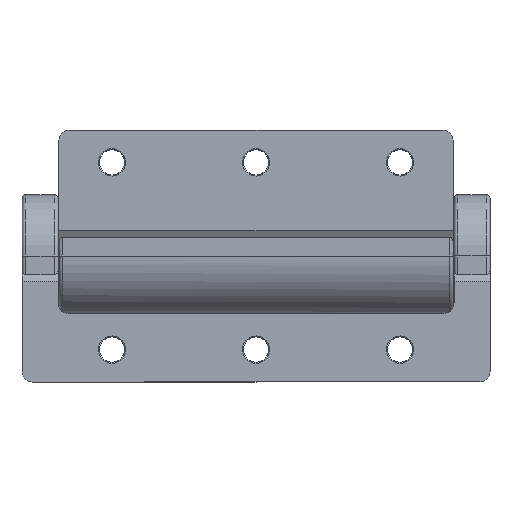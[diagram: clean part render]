
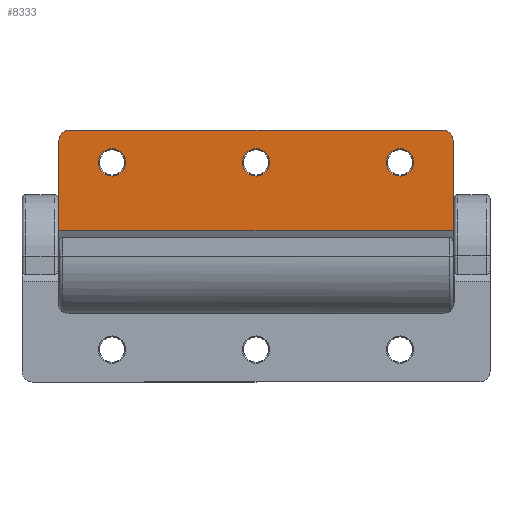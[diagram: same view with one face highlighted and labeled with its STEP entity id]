
A CAD part, front view. The second image highlights one B-rep face of the part: STEP entity #8333.
In plain terms, the highlighted planar face has unit normal (0, -1, 0).
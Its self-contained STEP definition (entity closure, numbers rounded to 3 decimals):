
#106 = VECTOR ( 'NONE', #1281, 1000. ) ;
#476 = VERTEX_POINT ( 'NONE', #5277 ) ;
#477 = VERTEX_POINT ( 'NONE', #5278 ) ;
#521 = VERTEX_POINT ( 'NONE', #4154 ) ;
#532 = VERTEX_POINT ( 'NONE', #4165 ) ;
#533 = VERTEX_POINT ( 'NONE', #4166 ) ;
#664 = EDGE_LOOP ( 'NONE', ( #7112, #7083, #7102, #7009, #7087, #7016 ) ) ;
#681 = EDGE_LOOP ( 'NONE', ( #7034, #6997 ) ) ;
#697 = EDGE_LOOP ( 'NONE', ( #7071, #7004 ) ) ;
#727 = EDGE_LOOP ( 'NONE', ( #7037, #7057 ) ) ;
#1279 = LINE ( 'NONE', #1280, #106 ) ;
#1280 = CARTESIAN_POINT ( 'NONE',  ( 54.75, -18., 7. ) ) ;
#1281 = DIRECTION ( 'NONE',  ( -1., 0., 0. ) ) ;
#2311 = CARTESIAN_POINT ( 'NONE',  ( 40., -18., 26. ) ) ;
#2312 = DIRECTION ( 'NONE',  ( 0., 1., 0. ) ) ;
#2313 = DIRECTION ( 'NONE',  ( 0., 0., 1. ) ) ;
#2705 = CARTESIAN_POINT ( 'NONE',  ( 0., -18., 26. ) ) ;
#2706 = DIRECTION ( 'NONE',  ( 0., 1., 0. ) ) ;
#2707 = DIRECTION ( 'NONE',  ( 0., 0., 1. ) ) ;
#2718 = PLANE ( 'NONE',  #14950 ) ;
#2719 = CARTESIAN_POINT ( 'NONE',  ( 54.75, -18., -45.886 ) ) ;
#2720 = DIRECTION ( 'NONE',  ( 0., 1., 0. ) ) ;
#2721 = DIRECTION ( 'NONE',  ( 0., 0., 1. ) ) ;
#2744 = CARTESIAN_POINT ( 'NONE',  ( -40., -18., 26. ) ) ;
#2745 = DIRECTION ( 'NONE',  ( 0., 1., 0. ) ) ;
#2746 = DIRECTION ( 'NONE',  ( 0., 0., 1. ) ) ;
#3228 = CARTESIAN_POINT ( 'NONE',  ( 0., -18., 26. ) ) ;
#3238 = DIRECTION ( 'NONE',  ( 0., 1., 0. ) ) ;
#3239 = DIRECTION ( 'NONE',  ( 0., 0., 1. ) ) ;
#3420 = LINE ( 'NONE', #3421, #13398 ) ;
#3421 = CARTESIAN_POINT ( 'NONE',  ( 54.75, -18., 35. ) ) ;
#3422 = DIRECTION ( 'NONE',  ( -1., 0., 0. ) ) ;
#3880 = CARTESIAN_POINT ( 'NONE',  ( -54.75, -18., 7. ) ) ;
#3930 = CARTESIAN_POINT ( 'NONE',  ( 40., -18., 22.205 ) ) ;
#3980 = CARTESIAN_POINT ( 'NONE',  ( 0., -18., 22.205 ) ) ;
#3981 = CARTESIAN_POINT ( 'NONE',  ( 0., -18., 29.795 ) ) ;
#4154 = CARTESIAN_POINT ( 'NONE',  ( 54.75, -18., 32. ) ) ;
#4165 = CARTESIAN_POINT ( 'NONE',  ( 51.75, -18., 35. ) ) ;
#4166 = CARTESIAN_POINT ( 'NONE',  ( -51.75, -18., 35. ) ) ;
#4168 = CARTESIAN_POINT ( 'NONE',  ( 54.75, -18., 7. ) ) ;
#4170 = CARTESIAN_POINT ( 'NONE',  ( -54.75, -18., 32. ) ) ;
#4424 = CARTESIAN_POINT ( 'NONE',  ( 40., -18., 29.795 ) ) ;
#4919 = VERTEX_POINT ( 'NONE', #4168 ) ;
#4921 = VERTEX_POINT ( 'NONE', #4170 ) ;
#5277 = CARTESIAN_POINT ( 'NONE',  ( -40., -18., 22.205 ) ) ;
#5278 = CARTESIAN_POINT ( 'NONE',  ( -40., -18., 29.795 ) ) ;
#6674 = CARTESIAN_POINT ( 'NONE',  ( 40., -18., 26. ) ) ;
#6694 = DIRECTION ( 'NONE',  ( 0., 1., 0. ) ) ;
#6696 = DIRECTION ( 'NONE',  ( 0., 0., 1. ) ) ;
#6770 = VERTEX_POINT ( 'NONE', #4424 ) ;
#6807 = VERTEX_POINT ( 'NONE', #3880 ) ;
#6857 = VERTEX_POINT ( 'NONE', #3930 ) ;
#6907 = VERTEX_POINT ( 'NONE', #3980 ) ;
#6908 = VERTEX_POINT ( 'NONE', #3981 ) ;
#6997 = ORIENTED_EDGE ( 'NONE', *, *, #13487, .T. ) ;
#7004 = ORIENTED_EDGE ( 'NONE', *, *, #13901, .T. ) ;
#7009 = ORIENTED_EDGE ( 'NONE', *, *, #14207, .F. ) ;
#7016 = ORIENTED_EDGE ( 'NONE', *, *, #13904, .T. ) ;
#7034 = ORIENTED_EDGE ( 'NONE', *, *, #8511, .T. ) ;
#7037 = ORIENTED_EDGE ( 'NONE', *, *, #8329, .T. ) ;
#7057 = ORIENTED_EDGE ( 'NONE', *, *, #13970, .T. ) ;
#7071 = ORIENTED_EDGE ( 'NONE', *, *, #8340, .T. ) ;
#7083 = ORIENTED_EDGE ( 'NONE', *, *, #13500, .T. ) ;
#7087 = ORIENTED_EDGE ( 'NONE', *, *, #13501, .F. ) ;
#7102 = ORIENTED_EDGE ( 'NONE', *, *, #13510, .T. ) ;
#7112 = ORIENTED_EDGE ( 'NONE', *, *, #13984, .T. ) ;
#8329 = EDGE_CURVE ( 'NONE', #6907, #6908, #14381, .T. ) ;
#8333 = ADVANCED_FACE ( 'NONE', ( #14972, #14988, #14979, #14944 ), #2718, .F. ) ;
#8340 = EDGE_CURVE ( 'NONE', #476, #477, #14501, .T. ) ;
#8511 = EDGE_CURVE ( 'NONE', #6857, #6770, #14414, .T. ) ;
#10384 = AXIS2_PLACEMENT_3D ( 'NONE', #6674, #6694, #6696 ) ;
#10395 = AXIS2_PLACEMENT_3D ( 'NONE', #11243, #11259, #11260 ) ;
#10399 = VECTOR ( 'NONE', #11263, 1000. ) ;
#10407 = VECTOR ( 'NONE', #11291, 1000. ) ;
#11243 = CARTESIAN_POINT ( 'NONE',  ( -51.75, -18., 32. ) ) ;
#11259 = DIRECTION ( 'NONE',  ( 0., -1., 0. ) ) ;
#11260 = DIRECTION ( 'NONE',  ( 0., 0., 1. ) ) ;
#11261 = LINE ( 'NONE', #11262, #10399 ) ;
#11262 = CARTESIAN_POINT ( 'NONE',  ( 54.75, -18., -45.886 ) ) ;
#11263 = DIRECTION ( 'NONE',  ( 0., 0., -1. ) ) ;
#11289 = LINE ( 'NONE', #11290, #10407 ) ;
#11290 = CARTESIAN_POINT ( 'NONE',  ( -54.75, -18., -45.886 ) ) ;
#11291 = DIRECTION ( 'NONE',  ( 0., 0., -1. ) ) ;
#12299 = CARTESIAN_POINT ( 'NONE',  ( -40., -18., 26. ) ) ;
#12300 = DIRECTION ( 'NONE',  ( 0., 1., 0. ) ) ;
#12301 = DIRECTION ( 'NONE',  ( 0., 0., 1. ) ) ;
#12309 = CARTESIAN_POINT ( 'NONE',  ( 51.75, -18., 32. ) ) ;
#12310 = DIRECTION ( 'NONE',  ( 0., -1., 0. ) ) ;
#12311 = DIRECTION ( 'NONE',  ( 0., 0., 1. ) ) ;
#13327 = AXIS2_PLACEMENT_3D ( 'NONE', #12299, #12300, #12301 ) ;
#13335 = AXIS2_PLACEMENT_3D ( 'NONE', #12309, #12310, #12311 ) ;
#13377 = AXIS2_PLACEMENT_3D ( 'NONE', #3228, #3238, #3239 ) ;
#13398 = VECTOR ( 'NONE', #3422, 1000. ) ;
#13487 = EDGE_CURVE ( 'NONE', #6770, #6857, #14613, .T. ) ;
#13500 = EDGE_CURVE ( 'NONE', #533, #4921, #14389, .T. ) ;
#13501 = EDGE_CURVE ( 'NONE', #521, #4919, #11261, .T. ) ;
#13510 = EDGE_CURVE ( 'NONE', #4921, #6807, #11289, .T. ) ;
#13901 = EDGE_CURVE ( 'NONE', #477, #476, #14664, .T. ) ;
#13904 = EDGE_CURVE ( 'NONE', #521, #532, #14508, .T. ) ;
#13970 = EDGE_CURVE ( 'NONE', #6908, #6907, #14642, .T. ) ;
#13984 = EDGE_CURVE ( 'NONE', #532, #533, #3420, .T. ) ;
#14207 = EDGE_CURVE ( 'NONE', #4919, #6807, #1279, .T. ) ;
#14381 = CIRCLE ( 'NONE', #14983, 3.795 ) ;
#14389 = CIRCLE ( 'NONE', #10395, 3. ) ;
#14414 = CIRCLE ( 'NONE', #15082, 3.795 ) ;
#14501 = CIRCLE ( 'NONE', #14984, 3.795 ) ;
#14508 = CIRCLE ( 'NONE', #13335, 3. ) ;
#14613 = CIRCLE ( 'NONE', #10384, 3.795 ) ;
#14642 = CIRCLE ( 'NONE', #13377, 3.795 ) ;
#14664 = CIRCLE ( 'NONE', #13327, 3.795 ) ;
#14944 = FACE_OUTER_BOUND ( 'NONE', #664, .T. ) ;
#14950 = AXIS2_PLACEMENT_3D ( 'NONE', #2719, #2720, #2721 ) ;
#14972 = FACE_BOUND ( 'NONE', #681, .T. ) ;
#14979 = FACE_BOUND ( 'NONE', #697, .T. ) ;
#14983 = AXIS2_PLACEMENT_3D ( 'NONE', #2705, #2706, #2707 ) ;
#14984 = AXIS2_PLACEMENT_3D ( 'NONE', #2744, #2745, #2746 ) ;
#14988 = FACE_BOUND ( 'NONE', #727, .T. ) ;
#15082 = AXIS2_PLACEMENT_3D ( 'NONE', #2311, #2312, #2313 ) ;
